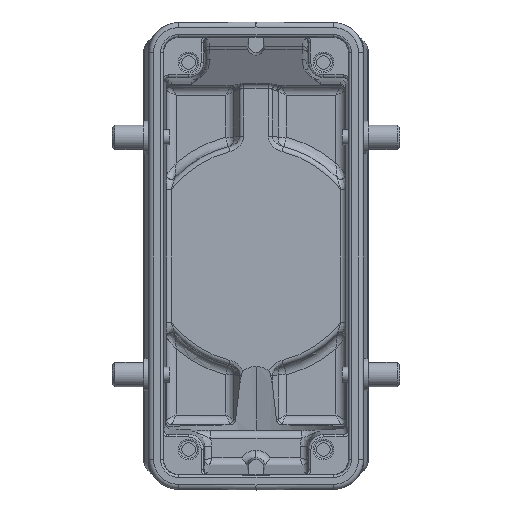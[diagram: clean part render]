
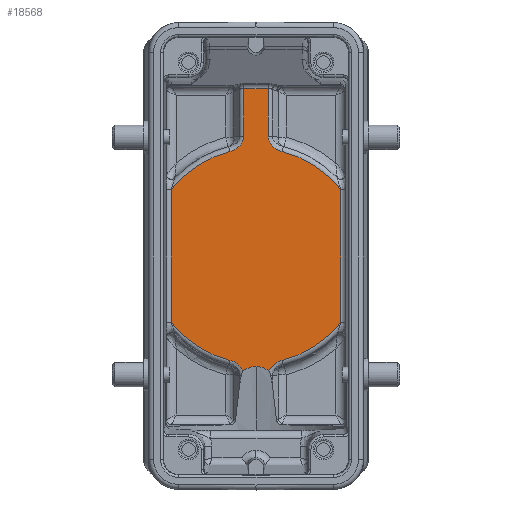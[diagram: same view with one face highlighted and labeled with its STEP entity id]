
A CAD part, front view. The second image highlights one B-rep face of the part: STEP entity #18568.
In plain terms, the highlighted planar face has unit normal (0, -1, 0).
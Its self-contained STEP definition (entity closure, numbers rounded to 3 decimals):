
#4524=CARTESIAN_POINT('',(22.655,70.,-68.948));
#4525=CARTESIAN_POINT('',(23.635,70.,-68.948));
#4526=CARTESIAN_POINT('',(24.493,70.,-69.325));
#4527=CARTESIAN_POINT('',(25.285,70.,-69.902));
#4756=CARTESIAN_POINT('',(20.024,70.,-69.902));
#4758=CARTESIAN_POINT('',(20.024,70.,-69.902));
#4759=CARTESIAN_POINT('',(20.816,70.,-69.325));
#4760=CARTESIAN_POINT('',(21.674,70.,-68.948));
#4761=CARTESIAN_POINT('',(22.655,70.,-68.948));
#5002=CARTESIAN_POINT('',(20.024,70.,-69.902));
#5003=CARTESIAN_POINT('',(20.003,70.,-69.845));
#5004=CARTESIAN_POINT('',(19.945,70.,-69.702));
#5005=CARTESIAN_POINT('',(19.834,70.,-69.484));
#5006=CARTESIAN_POINT('',(19.685,70.,-69.248));
#5007=CARTESIAN_POINT('',(19.516,70.,-69.025));
#5008=CARTESIAN_POINT('',(19.33,70.,-68.819));
#5009=CARTESIAN_POINT('',(19.129,70.,-68.629));
#5010=CARTESIAN_POINT('',(18.913,70.,-68.455));
#5011=CARTESIAN_POINT('',(18.683,70.,-68.295));
#5012=CARTESIAN_POINT('',(18.365,70.,-68.106));
#5013=CARTESIAN_POINT('',(17.95,70.,-67.912));
#5014=CARTESIAN_POINT('',(17.598,70.,-67.8));
#5015=CARTESIAN_POINT('',(17.417,70.,-67.755));
#5017=CARTESIAN_POINT('',(22.655,70.,-46.85));
#5018=DIRECTION('',(0.,1.,0.));
#5019=DIRECTION('',(-0.243,0.,-0.97));
#5020=AXIS2_PLACEMENT_3D('',#5017,#5018,#5019);
#5022=CARTESIAN_POINT('',(22.655,70.,-46.85));
#5023=DIRECTION('',(0.,1.,0.));
#5024=DIRECTION('',(-0.788,0.,0.616));
#5025=AXIS2_PLACEMENT_3D('',#5022,#5023,#5024);
#5027=CARTESIAN_POINT('',(17.417,70.,-25.945));
#5028=CARTESIAN_POINT('',(17.596,70.,-25.9));
#5029=CARTESIAN_POINT('',(17.95,70.,-25.788));
#5030=CARTESIAN_POINT('',(18.452,70.,-25.553));
#5031=CARTESIAN_POINT('',(18.92,70.,-25.252));
#5032=CARTESIAN_POINT('',(19.27,70.,-24.948));
#5033=CARTESIAN_POINT('',(19.518,70.,-24.672));
#5034=CARTESIAN_POINT('',(19.743,70.,-24.376));
#5035=CARTESIAN_POINT('',(19.971,70.,-23.975));
#5036=CARTESIAN_POINT('',(20.149,70.,-23.442));
#5037=CARTESIAN_POINT('',(20.19,70.,-23.077));
#5038=CARTESIAN_POINT('',(20.19,70.,-22.89));
#5040=CARTESIAN_POINT('',(25.119,70.,-22.89));
#5041=CARTESIAN_POINT('',(25.119,70.,-23.076));
#5042=CARTESIAN_POINT('',(25.16,70.,-23.441));
#5043=CARTESIAN_POINT('',(25.309,70.,-23.888));
#5044=CARTESIAN_POINT('',(25.475,70.,-24.217));
#5045=CARTESIAN_POINT('',(25.624,70.,-24.452));
#5046=CARTESIAN_POINT('',(25.793,70.,-24.675));
#5047=CARTESIAN_POINT('',(25.98,70.,-24.881));
#5048=CARTESIAN_POINT('',(26.18,70.,-25.071));
#5049=CARTESIAN_POINT('',(26.396,70.,-25.246));
#5050=CARTESIAN_POINT('',(26.626,70.,-25.405));
#5051=CARTESIAN_POINT('',(26.944,70.,-25.594));
#5052=CARTESIAN_POINT('',(27.359,70.,-25.788));
#5053=CARTESIAN_POINT('',(27.711,70.,-25.9));
#5054=CARTESIAN_POINT('',(27.892,70.,-25.945));
#5056=CARTESIAN_POINT('',(22.655,70.,-46.85));
#5057=DIRECTION('',(0.,1.,0.));
#5058=DIRECTION('',(0.243,0.,0.97));
#5059=AXIS2_PLACEMENT_3D('',#5056,#5057,#5058);
#5061=CARTESIAN_POINT('',(22.655,70.,-46.85));
#5062=DIRECTION('',(0.,1.,0.));
#5063=DIRECTION('',(0.788,0.,-0.616));
#5064=AXIS2_PLACEMENT_3D('',#5061,#5062,#5063);
#5066=CARTESIAN_POINT('',(27.892,70.,-67.755));
#5067=CARTESIAN_POINT('',(27.713,70.,-67.8));
#5068=CARTESIAN_POINT('',(27.359,70.,-67.913));
#5069=CARTESIAN_POINT('',(26.857,70.,-68.147));
#5070=CARTESIAN_POINT('',(26.389,70.,-68.448));
#5071=CARTESIAN_POINT('',(26.039,70.,-68.752));
#5072=CARTESIAN_POINT('',(25.791,70.,-69.028));
#5073=CARTESIAN_POINT('',(25.566,70.,-69.324));
#5074=CARTESIAN_POINT('',(25.399,70.,-69.617));
#5075=CARTESIAN_POINT('',(25.306,70.,-69.845));
#5076=CARTESIAN_POINT('',(25.285,70.,-69.902));
#7229=DIRECTION('',(-1.,0.,0.));
#7230=VECTOR('',#7229,4.93);
#7231=CARTESIAN_POINT('',(25.119,70.,-13.322));
#7232=LINE('',#7231,#7230);
#7511=DIRECTION('',(0.,0.,1.));
#7512=VECTOR('',#7511,9.569);
#7513=CARTESIAN_POINT('',(25.119,70.,-22.89));
#7514=LINE('',#7513,#7512);
#7552=DIRECTION('',(0.,0.,1.));
#7553=VECTOR('',#7552,26.547);
#7554=CARTESIAN_POINT('',(39.633,70.,-60.124));
#7555=LINE('',#7554,#7553);
#7772=DIRECTION('',(0.,0.,-1.));
#7773=VECTOR('',#7772,9.569);
#7774=CARTESIAN_POINT('',(20.19,70.,-13.322));
#7775=LINE('',#7774,#7773);
#7989=DIRECTION('',(0.,0.,-1.));
#7990=VECTOR('',#7989,26.547);
#7991=CARTESIAN_POINT('',(5.677,70.,-33.576));
#7992=LINE('',#7991,#7990);
#10235=CARTESIAN_POINT('',(22.655,70.,-68.948));
#10236=VERTEX_POINT('',#10235);
#10237=VERTEX_POINT('',#4527);
#10265=VERTEX_POINT('',#4756);
#10328=VERTEX_POINT('',#5066);
#10331=VERTEX_POINT('',#5015);
#10332=CARTESIAN_POINT('',(5.677,70.,-60.124));
#10333=VERTEX_POINT('',#10332);
#10334=CARTESIAN_POINT('',(5.677,70.,-33.576));
#10335=VERTEX_POINT('',#10334);
#10336=CARTESIAN_POINT('',(17.417,70.,-25.945));
#10337=VERTEX_POINT('',#10336);
#10338=VERTEX_POINT('',#5038);
#10339=CARTESIAN_POINT('',(20.19,70.,
-13.322));
#10340=VERTEX_POINT('',#10339);
#10341=CARTESIAN_POINT('',(25.119,70.,
-13.322));
#10342=VERTEX_POINT('',#10341);
#10343=CARTESIAN_POINT('',(25.119,70.,-22.89));
#10344=VERTEX_POINT('',#10343);
#10345=VERTEX_POINT('',#5054);
#10346=CARTESIAN_POINT('',(39.633,70.,-33.576));
#10347=VERTEX_POINT('',#10346);
#10348=CARTESIAN_POINT('',(39.633,70.,-60.124));
#10349=VERTEX_POINT('',#10348);
#18534=CARTESIAN_POINT('',(22.655,70.,-41.612));
#18535=DIRECTION('',(0.,1.,0.));
#18536=DIRECTION('',(0.,0.,-1.));
#18537=AXIS2_PLACEMENT_3D('',#18534,#18535,#18536);
#18538=PLANE('',#18537);
#18539=ORIENTED_EDGE('',*,*,#18169,.F.);
#18541=ORIENTED_EDGE('',*,*,#18540,.T.);
#18543=ORIENTED_EDGE('',*,*,#18542,.T.);
#18545=ORIENTED_EDGE('',*,*,#18544,.F.);
#18547=ORIENTED_EDGE('',*,*,#18546,.T.);
#18549=ORIENTED_EDGE('',*,*,#18548,.T.);
#18551=ORIENTED_EDGE('',*,*,#18550,.F.);
#18553=ORIENTED_EDGE('',*,*,#18552,.F.);
#18555=ORIENTED_EDGE('',*,*,#18554,.F.);
#18557=ORIENTED_EDGE('',*,*,#18556,.T.);
#18559=ORIENTED_EDGE('',*,*,#18558,.T.);
#18561=ORIENTED_EDGE('',*,*,#18560,.F.);
#18563=ORIENTED_EDGE('',*,*,#18562,.T.);
#18564=ORIENTED_EDGE('',*,*,#18524,.T.);
#18565=ORIENTED_EDGE('',*,*,#18102,.F.);
#18566=EDGE_LOOP('',(#18539,#18541,#18543,#18545,#18547,#18549,#18551,#18553,
#18555,#18557,#18559,#18561,#18563,#18564,#18565));
#18567=FACE_OUTER_BOUND('',#18566,.F.);
#18568=ADVANCED_FACE('',(#18567),#18538,.F.);
#4528=B_SPLINE_CURVE_WITH_KNOTS('',3,(#4524,#4525,#4526,#4527),.UNSPECIFIED.,
.F.,.F.,(4,4),(0.,1.),.UNSPECIFIED.);
#4762=B_SPLINE_CURVE_WITH_KNOTS('',3,(#4758,#4759,#4760,#4761),.UNSPECIFIED.,
.F.,.F.,(4,4),(0.,1.),.UNSPECIFIED.);
#5016=B_SPLINE_CURVE_WITH_KNOTS('',3,(#5002,#5003,#5004,#5005,#5006,#5007,#5008,
#5009,#5010,#5011,#5012,#5013,#5014,#5015),.UNSPECIFIED.,.F.,.F.,(4,1,1,1,1,1,1,
1,1,1,1,4),(0.,0.052,0.131,0.21,
0.289,0.368,0.447,0.526,
0.605,0.684,0.842,1.),.UNSPECIFIED.);
#5021=CIRCLE('',#5020,21.551);
#5026=CIRCLE('',#5025,21.551);
#5039=B_SPLINE_CURVE_WITH_KNOTS('',3,(#5027,#5028,#5029,#5030,#5031,#5032,#5033,
#5034,#5035,#5036,#5037,#5038),.UNSPECIFIED.,.F.,.F.,(4,1,1,1,1,1,1,1,1,4),
(0.,0.125,0.25,0.375,0.5,
0.562,0.625,0.75,0.875,1.),
.UNSPECIFIED.);
#5055=B_SPLINE_CURVE_WITH_KNOTS('',3,(#5040,#5041,#5042,#5043,#5044,#5045,#5046,
#5047,#5048,#5049,#5050,#5051,#5052,#5053,#5054),.UNSPECIFIED.,.F.,.F.,(4,1,1,1,
1,1,1,1,1,1,1,1,4),(0.,0.125,0.25,0.313,
0.375,0.438,0.5,0.563,
0.625,0.688,0.75,0.875,1.),
.UNSPECIFIED.);
#5060=CIRCLE('',#5059,21.551);
#5065=CIRCLE('',#5064,21.551);
#5077=B_SPLINE_CURVE_WITH_KNOTS('',3,(#5066,#5067,#5068,#5069,#5070,#5071,#5072,
#5073,#5074,#5075,#5076),.UNSPECIFIED.,.F.,.F.,(4,1,1,1,1,1,1,1,4),(0.,
0.158,0.316,0.474,0.632,
0.711,0.79,0.948,1.),.UNSPECIFIED.);
#18102=EDGE_CURVE('',#10236,#10237,#4528,.T.);
#18169=EDGE_CURVE('',#10265,#10236,#4762,.T.);
#18524=EDGE_CURVE('',#10328,#10237,#5077,.T.);
#18540=EDGE_CURVE('',#10265,#10331,#5016,.T.);
#18542=EDGE_CURVE('',#10331,#10333,#5021,.T.);
#18544=EDGE_CURVE('',#10335,#10333,#7992,.T.);
#18546=EDGE_CURVE('',#10335,#10337,#5026,.T.);
#18548=EDGE_CURVE('',#10337,#10338,#5039,.T.);
#18550=EDGE_CURVE('',#10340,#10338,#7775,.T.);
#18552=EDGE_CURVE('',#10342,#10340,#7232,.T.);
#18554=EDGE_CURVE('',#10344,#10342,#7514,.T.);
#18556=EDGE_CURVE('',#10344,#10345,#5055,.T.);
#18558=EDGE_CURVE('',#10345,#10347,#5060,.T.);
#18560=EDGE_CURVE('',#10349,#10347,#7555,.T.);
#18562=EDGE_CURVE('',#10349,#10328,#5065,.T.);
